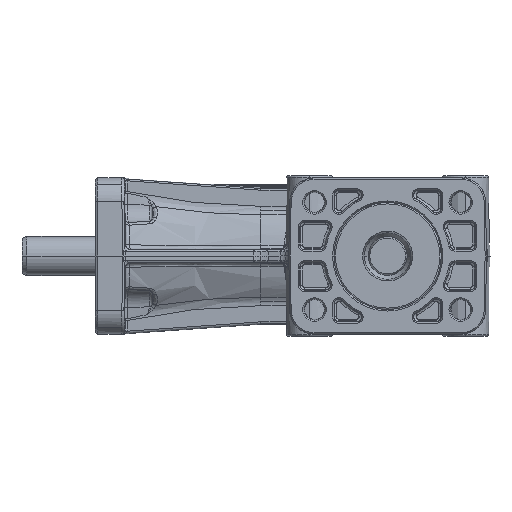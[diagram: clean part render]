
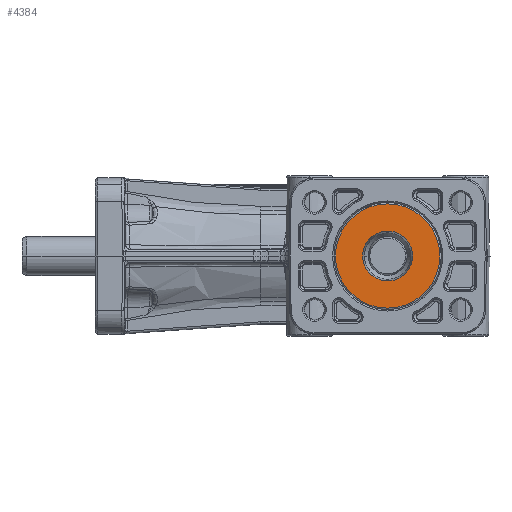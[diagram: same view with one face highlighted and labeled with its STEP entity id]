
A CAD part, left-side view. The second image highlights one B-rep face of the part: STEP entity #4384.
In plain terms, the highlighted planar face has unit normal (-1, 0, 0).
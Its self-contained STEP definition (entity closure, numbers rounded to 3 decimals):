
#4384=ADVANCED_FACE('',(#11278,#11279),#11280,.T.);
#11278=FACE_OUTER_BOUND('',#22438,.T.);
#11279=FACE_BOUND('',#22439,.T.);
#11280=PLANE('',#22440);
#22438=EDGE_LOOP('',(#113175,#113176,#113177));
#22439=EDGE_LOOP('',(#113178,#113179));
#22440=AXIS2_PLACEMENT_3D('',#113180,#113181,#113182);
#113175=ORIENTED_EDGE('',*,*,#134681,.F.);
#113176=ORIENTED_EDGE('',*,*,#134680,.F.);
#113177=ORIENTED_EDGE('',*,*,#134804,.F.);
#113178=ORIENTED_EDGE('',*,*,#134802,.T.);
#113179=ORIENTED_EDGE('',*,*,#134686,.T.);
#113180=CARTESIAN_POINT('',(-31.5,7.914,0.0));
#113181=DIRECTION('',(-1.0,0.0,0.0));
#113182=DIRECTION('',(0.0,0.0,1.0));
#134680=EDGE_CURVE('',#147227,#147229,#147230,.T.);
#134681=EDGE_CURVE('',#147229,#147231,#147232,.T.);
#134686=EDGE_CURVE('',#147240,#147237,#147241,.T.);
#134802=EDGE_CURVE('',#147237,#147240,#147412,.T.);
#134804=EDGE_CURVE('',#147231,#147227,#147414,.T.);
#147227=VERTEX_POINT('',#165202);
#147229=VERTEX_POINT('',#165204);
#147230=CIRCLE('',#165205,10.7);
#147231=VERTEX_POINT('',#165206);
#147232=CIRCLE('',#165207,10.7);
#147237=VERTEX_POINT('',#165212);
#147240=VERTEX_POINT('',#165216);
#147241=CIRCLE('',#165217,5.128);
#147412=CIRCLE('',#166090,5.128);
#147414=CIRCLE('',#166092,10.7);
#165202=CARTESIAN_POINT('',(-31.5,0.,-10.7));
#165204=CARTESIAN_POINT('',(-31.5,10.7,0.0));
#165205=AXIS2_PLACEMENT_3D('',#195361,#195362,#195363);
#165206=CARTESIAN_POINT('',(-31.5,0.,10.7));
#165207=AXIS2_PLACEMENT_3D('',#195364,#195365,#195366);
#165212=CARTESIAN_POINT('',(-31.5,5.128,0.0));
#165216=CARTESIAN_POINT('',(-31.5,-5.128,0.));
#165217=AXIS2_PLACEMENT_3D('',#195374,#195375,#195376);
#166090=AXIS2_PLACEMENT_3D('',#195489,#195490,#195491);
#166092=AXIS2_PLACEMENT_3D('',#195492,#195493,#195494);
#195361=CARTESIAN_POINT('',(-31.5,0.0,0.0));
#195362=DIRECTION('',(1.0,0.0,0.0));
#195363=DIRECTION('',(0.0,1.0,0.0));
#195364=CARTESIAN_POINT('',(-31.5,0.0,0.0));
#195365=DIRECTION('',(1.0,0.0,0.0));
#195366=DIRECTION('',(0.0,1.0,0.0));
#195374=CARTESIAN_POINT('',(-31.5,0.0,0.0));
#195375=DIRECTION('',(1.0,0.0,0.0));
#195376=DIRECTION('',(0.0,1.0,0.0));
#195489=CARTESIAN_POINT('',(-31.5,0.0,0.0));
#195490=DIRECTION('',(1.0,0.0,0.0));
#195491=DIRECTION('',(0.0,1.0,0.0));
#195492=CARTESIAN_POINT('',(-31.5,0.0,0.0));
#195493=DIRECTION('',(1.0,0.0,0.0));
#195494=DIRECTION('',(0.0,1.0,0.0));
